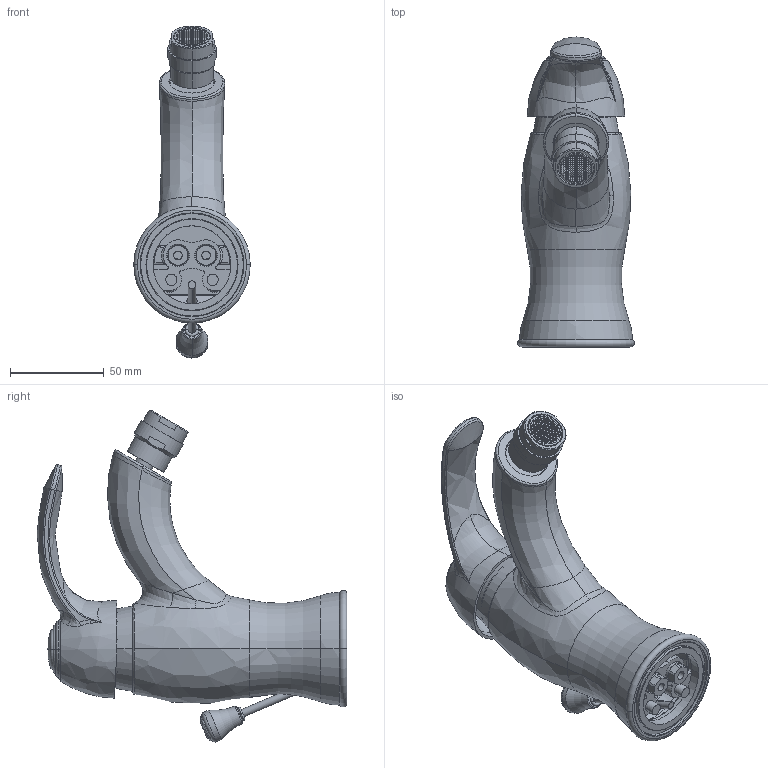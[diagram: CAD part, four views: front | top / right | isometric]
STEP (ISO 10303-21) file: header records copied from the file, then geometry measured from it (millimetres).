
FILE_DESCRIPTION((''),'2;1');
FILE_NAME('FA135CR','2021-11-10T09:03:52',('ut3'),('PAFFONI SpA'),'CREO PARAMETRIC BY PTC INC, 2020044','CREO PARAMETRIC BY PTC INC, 2020044','');
FILE_SCHEMA(('CONFIG_CONTROL_DESIGN','SHAPE_APPEARANCE_LAYERS_GROUPS'));
Length unit declared in the file: millimetre
Products named in the file (1): FA135CR
Bounding box: 62 x 164.91 x 176.68 mm (x, y, z)
Volume: 229495 mm3; surface area: 124908.8 mm2
Topology: 5 solids, 5 shells, 2944 faces, 8203 edges, 5276 vertices
Faces by surface type: plane 2046, cylinder 429, torus 197, bspline 157, cone 84, sphere 27, extrusion 4
Entity records: 123531 total; most frequent: CARTESIAN_POINT 34096, ORIENTED_EDGE 16352, DIRECTION 15541, EDGE_CURVE 8176, VERTEX_POINT 5276, AXIS2_PLACEMENT_3D 5250, VECTOR 5041, LINE 5037
